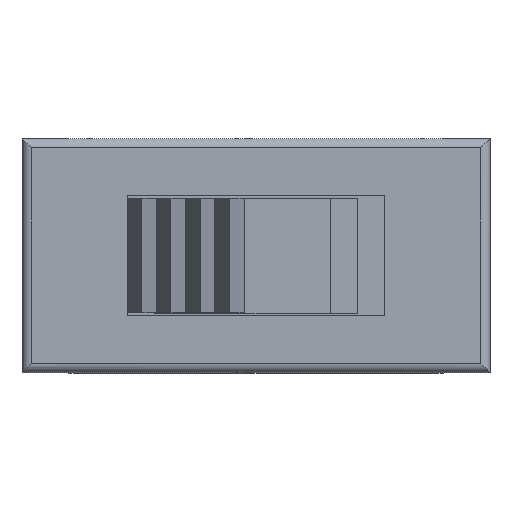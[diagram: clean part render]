
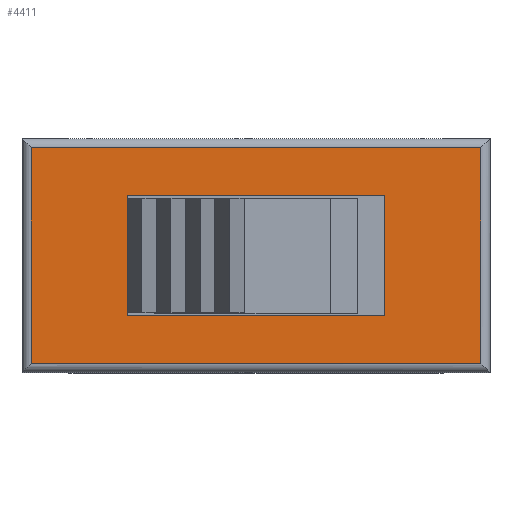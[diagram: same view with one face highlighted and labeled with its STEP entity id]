
A CAD part, top view. The second image highlights one B-rep face of the part: STEP entity #4411.
In plain terms, the highlighted planar face has unit normal (0, 0, 1).
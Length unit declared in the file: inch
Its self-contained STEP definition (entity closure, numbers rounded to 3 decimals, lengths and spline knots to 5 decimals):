
#4261=CARTESIAN_POINT('',(0.19213,-0.09213,0.3622));
#4262=VERTEX_POINT('',#4261);
#4263=CARTESIAN_POINT('',(-0.19213,-0.09213,0.3622));
#4264=VERTEX_POINT('',#4263);
#4265=CARTESIAN_POINT('',(0.19213,-0.09213,0.3622));
#4266=DIRECTION('',(-1.0,0.0,0.0));
#4267=VECTOR('',#4266,0.38425);
#4268=LINE('',#4265,#4267);
#4269=EDGE_CURVE('',#4262,#4264,#4268,.T.);
#4299=CARTESIAN_POINT('',(-0.19213,0.09213,0.3622));
#4300=VERTEX_POINT('',#4299);
#4301=CARTESIAN_POINT('',(-0.19213,-0.09213,0.3622));
#4302=DIRECTION('',(0.0,1.0,0.0));
#4303=VECTOR('',#4302,0.18425);
#4304=LINE('',#4301,#4303);
#4305=EDGE_CURVE('',#4264,#4300,#4304,.T.);
#4324=CARTESIAN_POINT('',(0.19213,0.09213,0.3622));
#4325=VERTEX_POINT('',#4324);
#4326=CARTESIAN_POINT('',(-0.19213,0.09213,0.3622));
#4327=DIRECTION('',(1.0,0.0,0.0));
#4328=VECTOR('',#4327,0.38425);
#4329=LINE('',#4326,#4328);
#4330=EDGE_CURVE('',#4300,#4325,#4329,.T.);
#4354=CARTESIAN_POINT('',(0.19213,0.09213,0.3622));
#4355=DIRECTION('',(0.0,-1.0,0.0));
#4356=VECTOR('',#4355,0.18425);
#4357=LINE('',#4354,#4356);
#4358=EDGE_CURVE('',#4325,#4262,#4357,.T.);
#4366=CARTESIAN_POINT('',(0.21134,0.10134,0.3622));
#4367=DIRECTION('',(0.0,0.0,1.0));
#4368=DIRECTION('',(1.0,0.0,0.0));
#4369=AXIS2_PLACEMENT_3D('',#4366,#4367,#4368);
#4370=PLANE('',#4369);
#4371=ORIENTED_EDGE('',*,*,#4269,.F.);
#4372=ORIENTED_EDGE('',*,*,#4358,.F.);
#4373=ORIENTED_EDGE('',*,*,#4330,.F.);
#4374=ORIENTED_EDGE('',*,*,#4305,.F.);
#4375=EDGE_LOOP('',(#4371,#4372,#4373,#4374));
#4376=FACE_OUTER_BOUND('',#4375,.T.);
#4377=CARTESIAN_POINT('',(0.11024,0.05118,0.3622));
#4378=VERTEX_POINT('',#4377);
#4379=CARTESIAN_POINT('',(0.11024,-0.05118,0.3622));
#4380=VERTEX_POINT('',#4379);
#4381=CARTESIAN_POINT('',(0.11024,0.05118,0.3622));
#4382=DIRECTION('',(0.0,-1.0,0.0));
#4383=VECTOR('',#4382,0.10236);
#4384=LINE('',#4381,#4383);
#4385=EDGE_CURVE('',#4378,#4380,#4384,.T.);
#4386=ORIENTED_EDGE('',*,*,#4385,.T.);
#4387=CARTESIAN_POINT('',(-0.11024,-0.05118,0.3622));
#4388=VERTEX_POINT('',#4387);
#4389=CARTESIAN_POINT('',(0.11024,-0.05118,0.3622));
#4390=DIRECTION('',(-1.0,0.0,0.0));
#4391=VECTOR('',#4390,0.22047);
#4392=LINE('',#4389,#4391);
#4393=EDGE_CURVE('',#4380,#4388,#4392,.T.);
#4394=ORIENTED_EDGE('',*,*,#4393,.T.);
#4395=CARTESIAN_POINT('',(-0.11024,0.05118,0.3622));
#4396=VERTEX_POINT('',#4395);
#4397=CARTESIAN_POINT('',(-0.11024,-0.05118,0.3622));
#4398=DIRECTION('',(0.0,1.0,0.0));
#4399=VECTOR('',#4398,0.10236);
#4400=LINE('',#4397,#4399);
#4401=EDGE_CURVE('',#4388,#4396,#4400,.T.);
#4402=ORIENTED_EDGE('',*,*,#4401,.T.);
#4403=CARTESIAN_POINT('',(-0.11024,0.05118,0.3622));
#4404=DIRECTION('',(1.0,0.0,0.0));
#4405=VECTOR('',#4404,0.22047);
#4406=LINE('',#4403,#4405);
#4407=EDGE_CURVE('',#4396,#4378,#4406,.T.);
#4408=ORIENTED_EDGE('',*,*,#4407,.T.);
#4409=EDGE_LOOP('',(#4386,#4394,#4402,#4408));
#4410=FACE_BOUND('',#4409,.T.);
#4411=ADVANCED_FACE('',(#4376,#4410),#4370,.T.);
